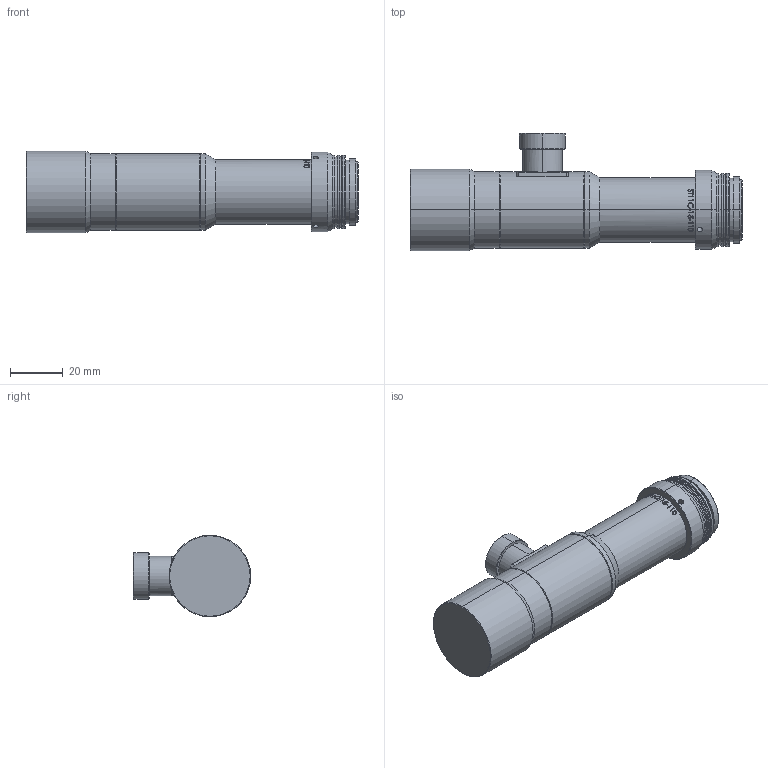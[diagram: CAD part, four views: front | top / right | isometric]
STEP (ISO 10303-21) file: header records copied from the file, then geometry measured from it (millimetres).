
FILE_DESCRIPTION (( 'STEP AP214' ), '1' );
FILE_NAME ('TL 1103A.STEP', '2024-07-10T03:09:02', ( '' ), ( '' ), 'SwSTEP 2.0', 'SolidWorks 2018', '' );
FILE_SCHEMA (( 'AUTOMOTIVE_DESIGN' ));
Length unit declared in the file: millimetre
Products named in the file (7): TL 1103A; 嫖埭徹傾璃; 噩芠3; 无棱镜间隔垫圈; 噩芠1; 蟀諉璃2; 堈陑C諉諳
Assembly tree (6 placements, depth 2):
  TL 1103A
    噩芠1
    噩芠3
    堈陑C諉諳
    蟀諉璃2
    无棱镜间隔垫圈
    嫖埭徹傾璃
Bounding box: 126.27 x 44.6 x 31 mm (x, y, z)
Volume: 84649.5 mm3; surface area: 20827.5 mm2
Topology: 6 solids, 6 shells, 280 faces, 650 edges, 412 vertices
Faces by surface type: plane 96, cylinder 84, bspline 52, cone 48
Entity records: 13349 total; most frequent: CARTESIAN_POINT 6724, ORIENTED_EDGE 1300, DIRECTION 1173, EDGE_CURVE 650, AXIS2_PLACEMENT_3D 465, VERTEX_POINT 412, EDGE_LOOP 328, FACE_OUTER_BOUND 280
